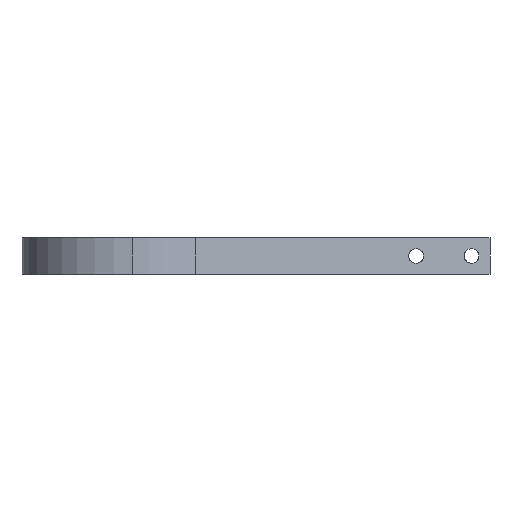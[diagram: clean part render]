
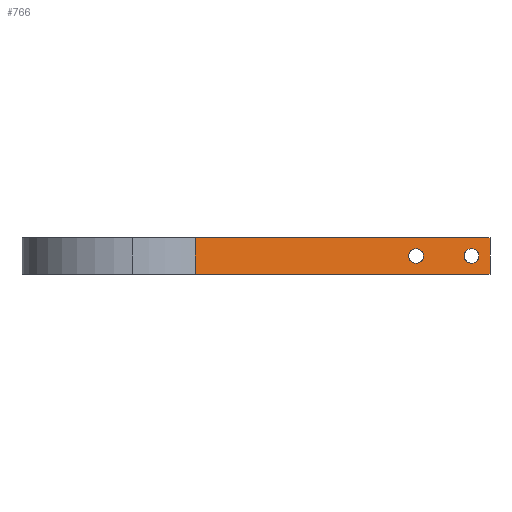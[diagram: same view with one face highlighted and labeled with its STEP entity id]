
A CAD part, left-side view. The second image highlights one B-rep face of the part: STEP entity #766.
In plain terms, the highlighted planar face has unit normal (-0.826, -0.564, 0).
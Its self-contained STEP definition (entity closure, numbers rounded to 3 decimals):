
#3 = EDGE_CURVE ( 'NONE', #174, #364, #247, .T. ) ;
#13 = DIRECTION ( 'NONE',  ( 0.564, -0.826, 0. ) ) ;
#28 = CARTESIAN_POINT ( 'NONE',  ( -25., 0., -5. ) ) ;
#47 = DIRECTION ( 'NONE',  ( 0., 0., -1. ) ) ;
#70 = CARTESIAN_POINT ( 'NONE',  ( -40.015, 22., -4. ) ) ;
#88 = EDGE_CURVE ( 'NONE', #1131, #1010, #239, .T. ) ;
#94 = ORIENTED_EDGE ( 'NONE', *, *, #909, .F. ) ;
#108 = FACE_BOUND ( 'NONE', #1342, .T. ) ;
#136 = EDGE_CURVE ( 'NONE', #364, #174, #1230, .T. ) ;
#149 = CARTESIAN_POINT ( 'NONE',  ( -37.285, 18., 0. ) ) ;
#174 = VERTEX_POINT ( 'NONE', #631 ) ;
#187 = DIRECTION ( 'NONE',  ( -0.564, 0.826, 0. ) ) ;
#233 = CARTESIAN_POINT ( 'NONE',  ( -29.778, 7., -4. ) ) ;
#239 =( BOUNDED_CURVE ( )  B_SPLINE_CURVE ( 3, ( #1045, #1050, #850, #1349 ),
 .UNSPECIFIED., .F., .F. ) 
 B_SPLINE_CURVE_WITH_KNOTS ( ( 4, 4 ),
 ( 0., 3.142 ),
 .UNSPECIFIED. ) 
 CURVE ( )  GEOMETRIC_REPRESENTATION_ITEM ( )  RATIONAL_B_SPLINE_CURVE ( ( 1., 0.333, 0.333, 1. ) ) 
 REPRESENTATION_ITEM ( '' )  );
#247 =( BOUNDED_CURVE ( )  B_SPLINE_CURVE ( 3, ( #1023, #70, #1035, #1118 ),
 .UNSPECIFIED., .F., .F. ) 
 B_SPLINE_CURVE_WITH_KNOTS ( ( 4, 4 ),
 ( 3.142, 6.283 ),
 .UNSPECIFIED. ) 
 CURVE ( )  GEOMETRIC_REPRESENTATION_ITEM ( )  RATIONAL_B_SPLINE_CURVE ( ( 1., 0.333, 0.333, 1. ) ) 
 REPRESENTATION_ITEM ( '' )  );
#311 = LINE ( 'NONE', #960, #1212 ) ;
#315 = CARTESIAN_POINT ( 'NONE',  ( -37.285, 18., 0. ) ) ;
#331 = VERTEX_POINT ( 'NONE', #1267 ) ;
#349 = CARTESIAN_POINT ( 'NONE',  ( -29.778, 7., 0. ) ) ;
#364 = VERTEX_POINT ( 'NONE', #149 ) ;
#390 = ORIENTED_EDGE ( 'NONE', *, *, #88, .F. ) ;
#412 = DIRECTION ( 'NONE',  ( 0., 0., -1. ) ) ;
#441 = CARTESIAN_POINT ( 'NONE',  ( -37.285, 18., 4. ) ) ;
#450 = EDGE_CURVE ( 'NONE', #331, #634, #553, .T. ) ;
#461 = LINE ( 'NONE', #1198, #799 ) ;
#467 = EDGE_CURVE ( 'NONE', #1031, #871, #899, .T. ) ;
#535 = CARTESIAN_POINT ( 'NONE',  ( -27.048, 3., -4. ) ) ;
#553 = LINE ( 'NONE', #28, #973 ) ;
#557 = ORIENTED_EDGE ( 'NONE', *, *, #467, .T. ) ;
#571 =( BOUNDED_CURVE ( )  B_SPLINE_CURVE ( 3, ( #630, #233, #535, #865 ),
 .UNSPECIFIED., .F., .F. ) 
 B_SPLINE_CURVE_WITH_KNOTS ( ( 4, 4 ),
 ( 3.142, 6.283 ),
 .UNSPECIFIED. ) 
 CURVE ( )  GEOMETRIC_REPRESENTATION_ITEM ( )  RATIONAL_B_SPLINE_CURVE ( ( 1., 0.333, 0.333, 1. ) ) 
 REPRESENTATION_ITEM ( '' )  );
#602 = CARTESIAN_POINT ( 'NONE',  ( -27.048, 3., 0. ) ) ;
#630 = CARTESIAN_POINT ( 'NONE',  ( -29.778, 7., 0. ) ) ;
#631 = CARTESIAN_POINT ( 'NONE',  ( -40.015, 22., 0. ) ) ;
#634 = VERTEX_POINT ( 'NONE', #822 ) ;
#689 = AXIS2_PLACEMENT_3D ( 'NONE', #1352, #1256, #13 ) ;
#697 = ORIENTED_EDGE ( 'NONE', *, *, #791, .T. ) ;
#737 = CARTESIAN_POINT ( 'NONE',  ( -40.015, 22., 0. ) ) ;
#740 = FACE_OUTER_BOUND ( 'NONE', #1328, .T. ) ;
#766 = ADVANCED_FACE ( 'NONE', ( #1171, #108, #740 ), #847, .T. ) ;
#791 = EDGE_CURVE ( 'NONE', #871, #634, #311, .T. ) ;
#799 = VECTOR ( 'NONE', #47, 1000. ) ;
#822 = CARTESIAN_POINT ( 'NONE',  ( -79.466, 79.801, -5. ) ) ;
#847 = PLANE ( 'NONE',  #689 ) ;
#850 = CARTESIAN_POINT ( 'NONE',  ( -29.778, 7., 4. ) ) ;
#865 = CARTESIAN_POINT ( 'NONE',  ( -27.048, 3., 0. ) ) ;
#871 = VERTEX_POINT ( 'NONE', #989 ) ;
#899 = LINE ( 'NONE', #1207, #1037 ) ;
#909 = EDGE_CURVE ( 'NONE', #1031, #331, #461, .T. ) ;
#920 = ORIENTED_EDGE ( 'NONE', *, *, #1151, .F. ) ;
#960 = CARTESIAN_POINT ( 'NONE',  ( -79.466, 79.801, 5. ) ) ;
#973 = VECTOR ( 'NONE', #1197, 1000. ) ;
#989 = CARTESIAN_POINT ( 'NONE',  ( -79.466, 79.801, 5. ) ) ;
#1010 = VERTEX_POINT ( 'NONE', #349 ) ;
#1023 = CARTESIAN_POINT ( 'NONE',  ( -40.015, 22., 0. ) ) ;
#1026 = ORIENTED_EDGE ( 'NONE', *, *, #450, .F. ) ;
#1031 = VERTEX_POINT ( 'NONE', #1114 ) ;
#1035 = CARTESIAN_POINT ( 'NONE',  ( -37.285, 18., -4. ) ) ;
#1037 = VECTOR ( 'NONE', #187, 1000. ) ;
#1045 = CARTESIAN_POINT ( 'NONE',  ( -27.048, 3., 0. ) ) ;
#1050 = CARTESIAN_POINT ( 'NONE',  ( -27.048, 3., 4. ) ) ;
#1114 = CARTESIAN_POINT ( 'NONE',  ( -25., 0., 5. ) ) ;
#1118 = CARTESIAN_POINT ( 'NONE',  ( -37.285, 18., 0. ) ) ;
#1131 = VERTEX_POINT ( 'NONE', #602 ) ;
#1151 = EDGE_CURVE ( 'NONE', #1010, #1131, #571, .T. ) ;
#1165 = CARTESIAN_POINT ( 'NONE',  ( -40.015, 22., 4. ) ) ;
#1171 = FACE_BOUND ( 'NONE', #1187, .T. ) ;
#1184 = ORIENTED_EDGE ( 'NONE', *, *, #3, .F. ) ;
#1187 = EDGE_LOOP ( 'NONE', ( #920, #390 ) ) ;
#1197 = DIRECTION ( 'NONE',  ( -0.564, 0.826, 0. ) ) ;
#1198 = CARTESIAN_POINT ( 'NONE',  ( -25., 0., 5. ) ) ;
#1207 = CARTESIAN_POINT ( 'NONE',  ( -25., 0., 5. ) ) ;
#1212 = VECTOR ( 'NONE', #412, 1000. ) ;
#1230 =( BOUNDED_CURVE ( )  B_SPLINE_CURVE ( 3, ( #315, #441, #1165, #737 ),
 .UNSPECIFIED., .F., .F. ) 
 B_SPLINE_CURVE_WITH_KNOTS ( ( 4, 4 ),
 ( 0., 3.142 ),
 .UNSPECIFIED. ) 
 CURVE ( )  GEOMETRIC_REPRESENTATION_ITEM ( )  RATIONAL_B_SPLINE_CURVE ( ( 1., 0.333, 0.333, 1. ) ) 
 REPRESENTATION_ITEM ( '' )  );
#1243 = ORIENTED_EDGE ( 'NONE', *, *, #136, .F. ) ;
#1256 = DIRECTION ( 'NONE',  ( -0.826, -0.564, 0. ) ) ;
#1267 = CARTESIAN_POINT ( 'NONE',  ( -25., 0., -5. ) ) ;
#1328 = EDGE_LOOP ( 'NONE', ( #1026, #94, #557, #697 ) ) ;
#1342 = EDGE_LOOP ( 'NONE', ( #1184, #1243 ) ) ;
#1349 = CARTESIAN_POINT ( 'NONE',  ( -29.778, 7., 0. ) ) ;
#1352 = CARTESIAN_POINT ( 'NONE',  ( -25., 0., 5. ) ) ;
